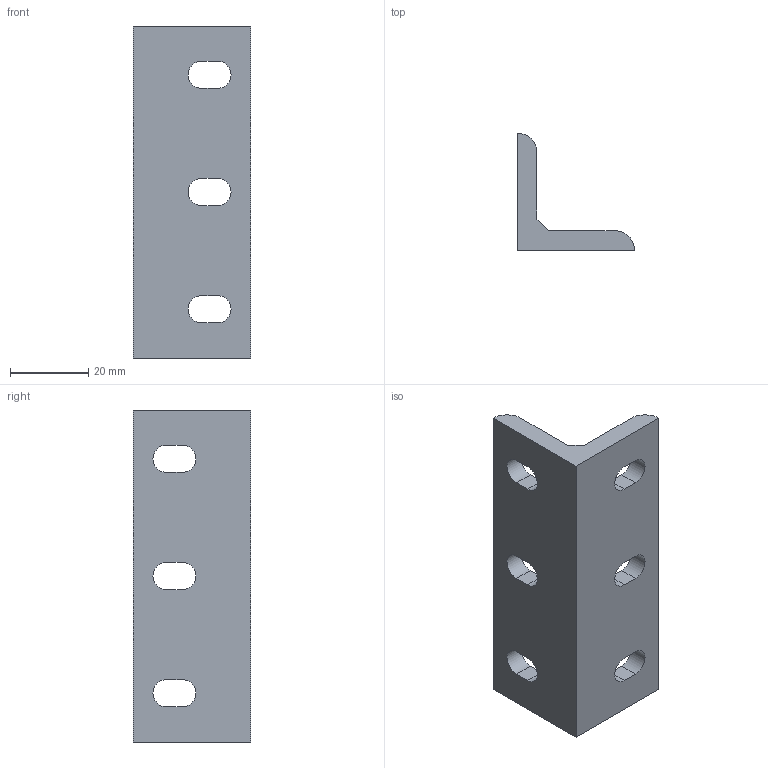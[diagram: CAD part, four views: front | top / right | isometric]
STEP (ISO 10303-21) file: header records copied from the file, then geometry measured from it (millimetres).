
FILE_DESCRIPTION(/* description */ (''),/* implementation_level */ '2;1');
FILE_NAME(/* name */ 'DAL3085-6.stp',/* time_stamp */ '2024-10-14T15:55:06+08:00',/* author */ ('1091212-1'),/* organization */ (''),/* preprocessor_version */ 'ST-DEVELOPER v15.6',/* originating_system */ 'Autodesk Inventor 2015',/* authorisation */ '');
FILE_SCHEMA (('AUTOMOTIVE_DESIGN { 1 0 10303 214 3 1 1 }'));
Length unit declared in the file: millimetre
Products named in the file (1): DAL3085-6
Bounding box: 30 x 30 x 85 mm (x, y, z)
Volume: 20850.9 mm3; surface area: 10325.3 mm2
Topology: 1 solids, 1 shells, 33 faces, 105 edges, 68 vertices
Faces by surface type: plane 19, cylinder 14
Entity records: 1213 total; most frequent: ORIENTED_EDGE 210, DIRECTION 207, CARTESIAN_POINT 207, EDGE_CURVE 105, LINE 71, VECTOR 71, VERTEX_POINT 68, AXIS2_PLACEMENT_3D 68
